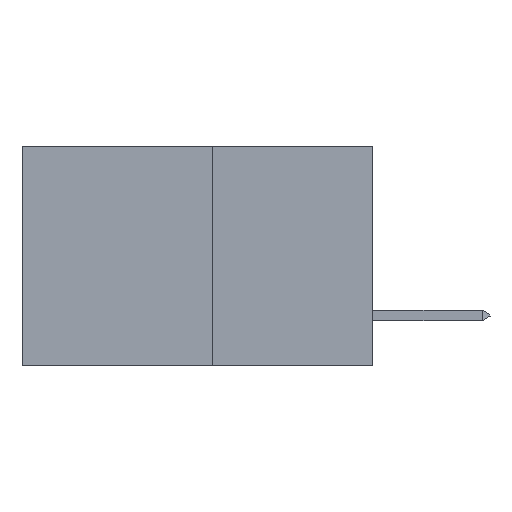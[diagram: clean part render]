
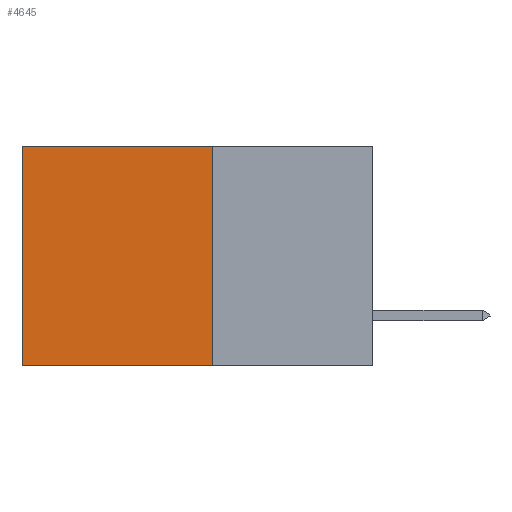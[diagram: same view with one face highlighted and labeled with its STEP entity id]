
A CAD part, left-side view. The second image highlights one B-rep face of the part: STEP entity #4645.
In plain terms, the highlighted planar face has unit normal (-1, 0, 0).
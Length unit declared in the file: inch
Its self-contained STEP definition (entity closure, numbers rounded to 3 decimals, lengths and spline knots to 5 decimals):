
#1259 = DIRECTION ( 'NONE',  ( 0., 0., -1. ) ) ;
#2010 = LINE ( 'NONE', #11360, #16219 ) ;
#2111 = VERTEX_POINT ( 'NONE', #13007 ) ;
#2202 = CARTESIAN_POINT ( 'NONE',  ( 0.277, 0.27, -0.37 ) ) ;
#2406 = DIRECTION ( 'NONE',  ( 0., 0., -1. ) ) ;
#3132 = ORIENTED_EDGE ( 'NONE', *, *, #14088, .F. ) ;
#4645 = ADVANCED_FACE ( 'NONE', ( #6495 ), #9097, .F. ) ;
#4902 = VECTOR ( 'NONE', #10078, 39.37008 ) ;
#5214 = CARTESIAN_POINT ( 'NONE',  ( 0.277, 0.27, -0.37 ) ) ;
#5609 = ORIENTED_EDGE ( 'NONE', *, *, #7634, .T. ) ;
#6495 = FACE_OUTER_BOUND ( 'NONE', #6637, .T. ) ;
#6637 = EDGE_LOOP ( 'NONE', ( #5609, #3132, #22620, #18558 ) ) ;
#6768 = VECTOR ( 'NONE', #2406, 39.37008 ) ;
#7634 = EDGE_CURVE ( 'NONE', #16162, #2111, #21970, .T. ) ;
#8094 = EDGE_CURVE ( 'NONE', #11161, #14824, #20182, .T. ) ;
#8679 = LINE ( 'NONE', #5214, #18795 ) ;
#9097 = PLANE ( 'NONE',  #23845 ) ;
#10078 = DIRECTION ( 'NONE',  ( 0., 0., -1. ) ) ;
#10875 = EDGE_CURVE ( 'NONE', #11161, #16162, #2010, .T. ) ;
#11054 = CARTESIAN_POINT ( 'NONE',  ( 0.277, 0.27, -0.37 ) ) ;
#11161 = VERTEX_POINT ( 'NONE', #23484 ) ;
#11360 = CARTESIAN_POINT ( 'NONE',  ( 0.277, 0.27, 0. ) ) ;
#12114 = CARTESIAN_POINT ( 'NONE',  ( 0.277, 0.59, -0.37 ) ) ;
#12969 = DIRECTION ( 'NONE',  ( 1., 0., 0. ) ) ;
#13007 = CARTESIAN_POINT ( 'NONE',  ( 0.277, 0.59, -0.37 ) ) ;
#14088 = EDGE_CURVE ( 'NONE', #14824, #2111, #8679, .T. ) ;
#14824 = VERTEX_POINT ( 'NONE', #24841 ) ;
#16162 = VERTEX_POINT ( 'NONE', #19414 ) ;
#16219 = VECTOR ( 'NONE', #20795, 39.37008 ) ;
#16705 = DIRECTION ( 'NONE',  ( 0., 1., 0. ) ) ;
#18558 = ORIENTED_EDGE ( 'NONE', *, *, #10875, .T. ) ;
#18795 = VECTOR ( 'NONE', #16705, 39.37008 ) ;
#19414 = CARTESIAN_POINT ( 'NONE',  ( 0.277, 0.59, 0. ) ) ;
#20182 = LINE ( 'NONE', #2202, #4902 ) ;
#20795 = DIRECTION ( 'NONE',  ( 0., 1., 0. ) ) ;
#21970 = LINE ( 'NONE', #12114, #6768 ) ;
#22620 = ORIENTED_EDGE ( 'NONE', *, *, #8094, .F. ) ;
#23484 = CARTESIAN_POINT ( 'NONE',  ( 0.277, 0.27, 0. ) ) ;
#23845 = AXIS2_PLACEMENT_3D ( 'NONE', #11054, #12969, #1259 ) ;
#24841 = CARTESIAN_POINT ( 'NONE',  ( 0.277, 0.27, -0.37 ) ) ;
